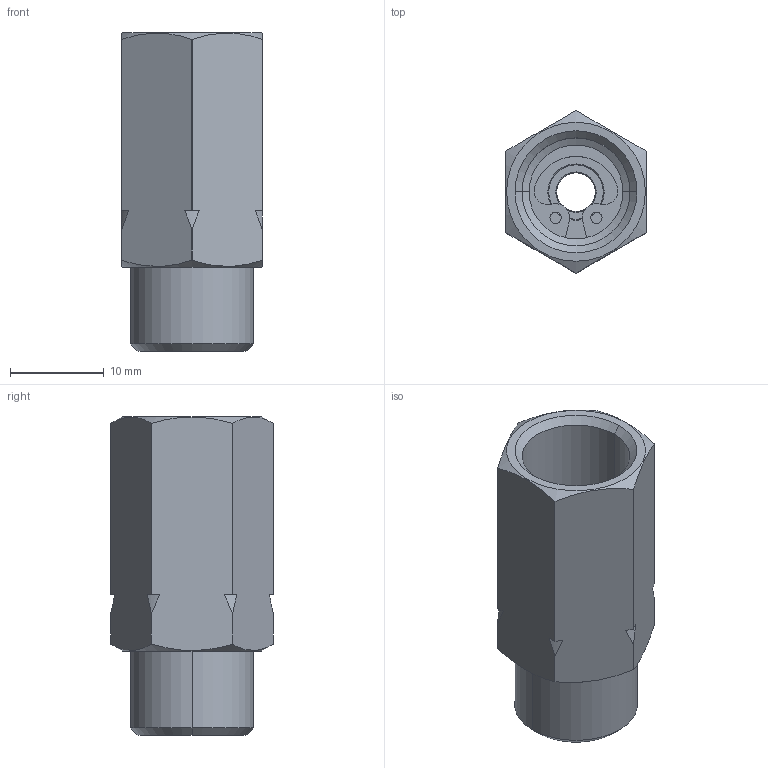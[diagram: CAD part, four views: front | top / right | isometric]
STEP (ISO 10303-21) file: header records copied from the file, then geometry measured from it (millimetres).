
FILE_DESCRIPTION (( 'STEP AP214' ), '1' );
FILE_NAME ('tri-in-line new cartreg bsp.STEP', '2020-06-18T08:41:41', ( '' ), ( '' ), 'SwSTEP 2.0', 'SolidWorks 2019', '' );
FILE_SCHEMA (( 'AUTOMOTIVE_DESIGN' ));
Length unit declared in the file: millimetre
Products named in the file (1): tri-in-line new cartreg bsp
Bounding box: 15 x 17.32 x 34 mm (x, y, z)
Volume: 3360.5 mm3; surface area: 3337.3 mm2
Topology: 3 solids, 3 shells, 120 faces, 299 edges, 188 vertices
Faces by surface type: cylinder 62, plane 26, cone 24, torus 8
Entity records: 5131 total; most frequent: CARTESIAN_POINT 800, DIRECTION 663, ORIENTED_EDGE 598, EDGE_CURVE 299, AXIS2_PLACEMENT_3D 273, VERTEX_POINT 188, CIRCLE 152, EDGE_LOOP 135
